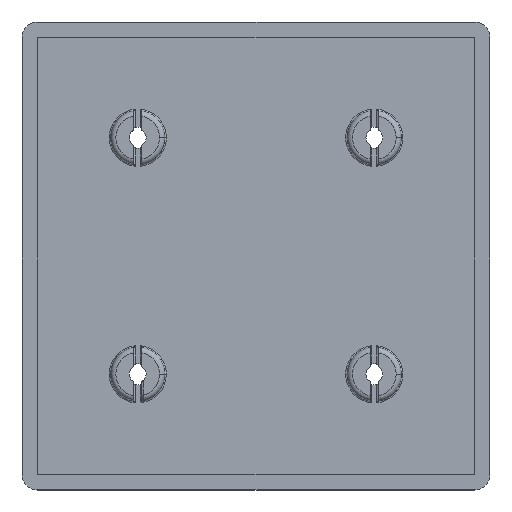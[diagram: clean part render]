
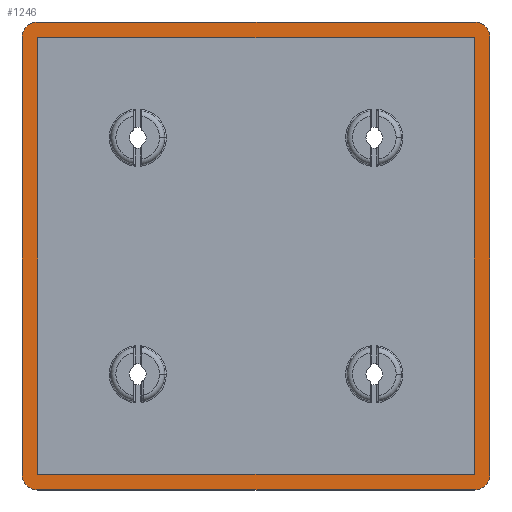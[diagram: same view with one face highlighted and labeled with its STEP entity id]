
A CAD part, top view. The second image highlights one B-rep face of the part: STEP entity #1246.
In plain terms, the highlighted planar face has unit normal (0, 0, 1).
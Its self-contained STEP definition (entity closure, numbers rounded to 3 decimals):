
#2 = DIRECTION ( 'NONE',  ( 0., 0., 1. ) ) ;
#20 = DIRECTION ( 'NONE',  ( 1., 0., 0. ) ) ;
#56 = ORIENTED_EDGE ( 'NONE', *, *, #4146, .F. ) ;
#61 = VERTEX_POINT ( 'NONE', #658 ) ;
#65 = CARTESIAN_POINT ( 'NONE',  ( -22.25, 22.25, 4. ) ) ;
#108 = AXIS2_PLACEMENT_3D ( 'NONE', #1947, #2, #2283 ) ;
#151 = DIRECTION ( 'NONE',  ( 1., 0., 0. ) ) ;
#187 = ORIENTED_EDGE ( 'NONE', *, *, #2165, .T. ) ;
#226 = CARTESIAN_POINT ( 'NONE',  ( 64.75, 19.25, 4. ) ) ;
#232 = DIRECTION ( 'NONE',  ( 1., 0., 0. ) ) ;
#238 = CIRCLE ( 'NONE', #3510, 3. ) ;
#259 = CARTESIAN_POINT ( 'NONE',  ( 64.75, 19.25, 4. ) ) ;
#313 = CARTESIAN_POINT ( 'NONE',  ( -19.25, 19.25, 4. ) ) ;
#348 = DIRECTION ( 'NONE',  ( 0., 0., 1. ) ) ;
#362 = VERTEX_POINT ( 'NONE', #1473 ) ;
#458 = EDGE_CURVE ( 'NONE', #1992, #3737, #1349, .T. ) ;
#476 = VECTOR ( 'NONE', #1192, 1000. ) ;
#542 = CARTESIAN_POINT ( 'NONE',  ( -22.25, 19.25, 4. ) ) ;
#557 = ORIENTED_EDGE ( 'NONE', *, *, #1863, .T. ) ;
#589 = CARTESIAN_POINT ( 'NONE',  ( -22.25, -64.75, 4. ) ) ;
#636 = VECTOR ( 'NONE', #151, 1000. ) ;
#649 = VECTOR ( 'NONE', #2148, 1000. ) ;
#658 = CARTESIAN_POINT ( 'NONE',  ( -19.25, 22.25, 4. ) ) ;
#674 = ORIENTED_EDGE ( 'NONE', *, *, #3420, .T. ) ;
#687 = VECTOR ( 'NONE', #898, 1000. ) ;
#722 = CARTESIAN_POINT ( 'NONE',  ( 67.75, 22.25, 4. ) ) ;
#731 = ORIENTED_EDGE ( 'NONE', *, *, #1288, .T. ) ;
#762 = ORIENTED_EDGE ( 'NONE', *, *, #3907, .T. ) ;
#800 = VECTOR ( 'NONE', #1066, 1000. ) ;
#830 = VECTOR ( 'NONE', #2246, 1000. ) ;
#898 = DIRECTION ( 'NONE',  ( -1., 0., 0. ) ) ;
#939 = LINE ( 'NONE', #1281, #830 ) ;
#961 = AXIS2_PLACEMENT_3D ( 'NONE', #4109, #2181, #232 ) ;
#1026 = DIRECTION ( 'NONE',  ( 0., 0., 1. ) ) ;
#1066 = DIRECTION ( 'NONE',  ( 0., -1., 0. ) ) ;
#1077 = VERTEX_POINT ( 'NONE', #542 ) ;
#1190 = EDGE_CURVE ( 'NONE', #3737, #3386, #939, .T. ) ;
#1192 = DIRECTION ( 'NONE',  ( 0., 1., 0. ) ) ;
#1246 = ADVANCED_FACE ( 'NONE', ( #2453, #2356 ), #3911, .T. ) ;
#1256 = CIRCLE ( 'NONE', #108, 3. ) ;
#1281 = CARTESIAN_POINT ( 'NONE',  ( -19.25, 19.25, 4. ) ) ;
#1288 = EDGE_CURVE ( 'NONE', #2578, #2224, #2386, .T. ) ;
#1331 = CARTESIAN_POINT ( 'NONE',  ( -22.25, -67.75, 4. ) ) ;
#1349 = LINE ( 'NONE', #226, #476 ) ;
#1415 = CARTESIAN_POINT ( 'NONE',  ( 64.75, -64.75, 4. ) ) ;
#1473 = CARTESIAN_POINT ( 'NONE',  ( -19.25, -64.75, 4. ) ) ;
#1496 = CARTESIAN_POINT ( 'NONE',  ( 64.75, 22.25, 4. ) ) ;
#1510 = CARTESIAN_POINT ( 'NONE',  ( 67.75, -64.75, 4. ) ) ;
#1800 = ORIENTED_EDGE ( 'NONE', *, *, #2696, .T. ) ;
#1847 = ORIENTED_EDGE ( 'NONE', *, *, #458, .F. ) ;
#1863 = EDGE_CURVE ( 'NONE', #1973, #2578, #238, .T. ) ;
#1884 = DIRECTION ( 'NONE',  ( 0., 0., 1. ) ) ;
#1922 = EDGE_CURVE ( 'NONE', #3386, #362, #3385, .T. ) ;
#1947 = CARTESIAN_POINT ( 'NONE',  ( 64.75, 19.25, 4. ) ) ;
#1973 = VERTEX_POINT ( 'NONE', #3658 ) ;
#1992 = VERTEX_POINT ( 'NONE', #1415 ) ;
#2020 = CARTESIAN_POINT ( 'NONE',  ( -19.25, 19.25, 4. ) ) ;
#2089 = AXIS2_PLACEMENT_3D ( 'NONE', #3830, #1884, #4155 ) ;
#2094 = CARTESIAN_POINT ( 'NONE',  ( -22.25, -67.75, 4. ) ) ;
#2138 = VERTEX_POINT ( 'NONE', #1496 ) ;
#2148 = DIRECTION ( 'NONE',  ( 1., 0., 0. ) ) ;
#2165 = EDGE_CURVE ( 'NONE', #3306, #2330, #4017, .T. ) ;
#2181 = DIRECTION ( 'NONE',  ( 0., 0., 1. ) ) ;
#2224 = VERTEX_POINT ( 'NONE', #3196 ) ;
#2246 = DIRECTION ( 'NONE',  ( -1., 0., 0. ) ) ;
#2283 = DIRECTION ( 'NONE',  ( 1., 0., 0. ) ) ;
#2330 = VERTEX_POINT ( 'NONE', #2981 ) ;
#2342 = DIRECTION ( 'NONE',  ( 0., -1., 0. ) ) ;
#2356 = FACE_OUTER_BOUND ( 'NONE', #2398, .T. ) ;
#2386 = LINE ( 'NONE', #722, #3146 ) ;
#2398 = EDGE_LOOP ( 'NONE', ( #731, #674, #3633, #1800, #762, #187, #3350, #557 ) ) ;
#2403 = LINE ( 'NONE', #2840, #687 ) ;
#2453 = FACE_BOUND ( 'NONE', #2554, .T. ) ;
#2491 = EDGE_CURVE ( 'NONE', #2330, #1973, #3121, .T. ) ;
#2554 = EDGE_LOOP ( 'NONE', ( #2804, #3406, #1847, #56 ) ) ;
#2578 = VERTEX_POINT ( 'NONE', #1510 ) ;
#2659 = EDGE_CURVE ( 'NONE', #2138, #61, #2403, .T. ) ;
#2696 = EDGE_CURVE ( 'NONE', #61, #1077, #4014, .T. ) ;
#2804 = ORIENTED_EDGE ( 'NONE', *, *, #1922, .F. ) ;
#2840 = CARTESIAN_POINT ( 'NONE',  ( -22.25, 22.25, 4. ) ) ;
#2968 = CARTESIAN_POINT ( 'NONE',  ( 64.75, -64.75, 4. ) ) ;
#2981 = CARTESIAN_POINT ( 'NONE',  ( -19.25, -67.75, 4. ) ) ;
#2982 = VECTOR ( 'NONE', #2342, 1000. ) ;
#3121 = LINE ( 'NONE', #2094, #636 ) ;
#3146 = VECTOR ( 'NONE', #3312, 1000. ) ;
#3196 = CARTESIAN_POINT ( 'NONE',  ( 67.75, 19.25, 4. ) ) ;
#3240 = LINE ( 'NONE', #4083, #649 ) ;
#3300 = DIRECTION ( 'NONE',  ( 1., 0., 0. ) ) ;
#3306 = VERTEX_POINT ( 'NONE', #589 ) ;
#3312 = DIRECTION ( 'NONE',  ( 0., 1., 0. ) ) ;
#3350 = ORIENTED_EDGE ( 'NONE', *, *, #2491, .T. ) ;
#3385 = LINE ( 'NONE', #2020, #800 ) ;
#3386 = VERTEX_POINT ( 'NONE', #313 ) ;
#3406 = ORIENTED_EDGE ( 'NONE', *, *, #1190, .F. ) ;
#3420 = EDGE_CURVE ( 'NONE', #2224, #2138, #1256, .T. ) ;
#3510 = AXIS2_PLACEMENT_3D ( 'NONE', #2968, #1026, #3300 ) ;
#3633 = ORIENTED_EDGE ( 'NONE', *, *, #2659, .T. ) ;
#3658 = CARTESIAN_POINT ( 'NONE',  ( 64.75, -67.75, 4. ) ) ;
#3660 = AXIS2_PLACEMENT_3D ( 'NONE', #1331, #348, #20 ) ;
#3737 = VERTEX_POINT ( 'NONE', #259 ) ;
#3830 = CARTESIAN_POINT ( 'NONE',  ( -19.25, 19.25, 4. ) ) ;
#3907 = EDGE_CURVE ( 'NONE', #1077, #3306, #4026, .T. ) ;
#3911 = PLANE ( 'NONE',  #3660 ) ;
#4014 = CIRCLE ( 'NONE', #2089, 3. ) ;
#4017 = CIRCLE ( 'NONE', #961, 3. ) ;
#4026 = LINE ( 'NONE', #65, #2982 ) ;
#4083 = CARTESIAN_POINT ( 'NONE',  ( -19.25, -64.75, 4. ) ) ;
#4109 = CARTESIAN_POINT ( 'NONE',  ( -19.25, -64.75, 4. ) ) ;
#4146 = EDGE_CURVE ( 'NONE', #362, #1992, #3240, .T. ) ;
#4155 = DIRECTION ( 'NONE',  ( 1., 0., 0. ) ) ;
